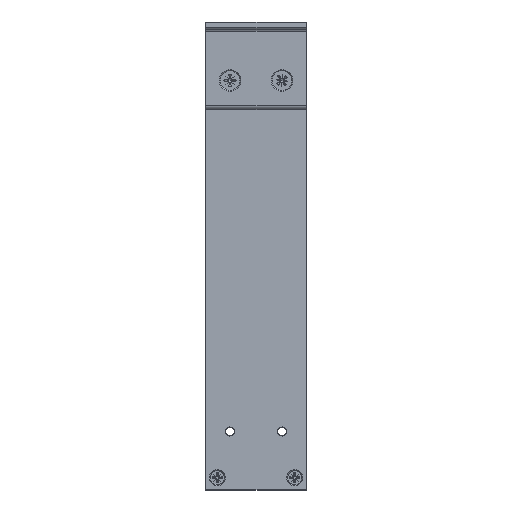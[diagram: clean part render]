
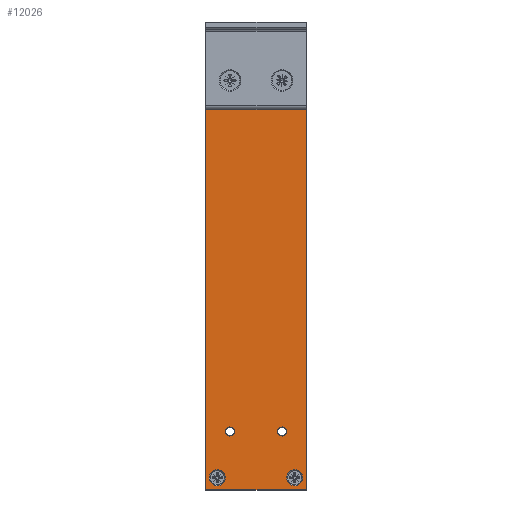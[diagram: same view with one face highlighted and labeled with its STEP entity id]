
A CAD part, front view. The second image highlights one B-rep face of the part: STEP entity #12026.
In plain terms, the highlighted planar face has unit normal (0, -1, 0).
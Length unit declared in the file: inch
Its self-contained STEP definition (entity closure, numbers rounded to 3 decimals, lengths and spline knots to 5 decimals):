
#81 = ORIENTED_EDGE ( 'NONE', *, *, #31195, .T. ) ;
#1043 = FACE_BOUND ( 'NONE', #14165, .T. ) ;
#1315 = FACE_BOUND ( 'NONE', #13245, .T. ) ;
#1483 = CARTESIAN_POINT ( 'NONE',  ( -1.02759, -0.31353, 0. ) ) ;
#1943 = ORIENTED_EDGE ( 'NONE', *, *, #39660, .T. ) ;
#2307 = VERTEX_POINT ( 'NONE', #40408 ) ;
#2915 = ORIENTED_EDGE ( 'NONE', *, *, #13939, .T. ) ;
#3764 = VERTEX_POINT ( 'NONE', #22683 ) ;
#4424 = AXIS2_PLACEMENT_3D ( 'NONE', #26682, #55149, #50796 ) ;
#4484 = DIRECTION ( 'NONE',  ( 1., 0., 0. ) ) ;
#4935 = DIRECTION ( 'NONE',  ( -1., 0., 0. ) ) ;
#4942 = CIRCLE ( 'NONE', #39565, 0.07799 ) ;
#5356 = DIRECTION ( 'NONE',  ( -1., 0., 0. ) ) ;
#5805 = LINE ( 'NONE', #1483, #13278 ) ;
#6875 = VERTEX_POINT ( 'NONE', #44710 ) ;
#7866 = AXIS2_PLACEMENT_3D ( 'NONE', #45896, #40338, #36912 ) ;
#9201 = CARTESIAN_POINT ( 'NONE',  ( -1.02759, -0.31353, 8. ) ) ;
#9218 = DIRECTION ( 'NONE',  ( 0., 0., 1. ) ) ;
#9729 = DIRECTION ( 'NONE',  ( 0., 1., 0. ) ) ;
#9879 = CARTESIAN_POINT ( 'NONE',  ( 0.27729, -0.31353, 7. ) ) ;
#10989 = VERTEX_POINT ( 'NONE', #26892 ) ;
#12026 = ADVANCED_FACE ( 'NONE', ( #43500, #39153, #39436, #20531, #30781, #1315, #1043, #49645, #58014 ), #21134, .T. ) ;
#13245 = EDGE_LOOP ( 'NONE', ( #25299 ) ) ;
#13278 = VECTOR ( 'NONE', #24747, 39.37008 ) ;
#13289 = DIRECTION ( 'NONE',  ( 1., 0., 0. ) ) ;
#13939 = EDGE_CURVE ( 'NONE', #35246, #57567, #55815, .T. ) ;
#14165 = EDGE_LOOP ( 'NONE', ( #14926 ) ) ;
#14926 = ORIENTED_EDGE ( 'NONE', *, *, #35675, .T. ) ;
#15866 = EDGE_LOOP ( 'NONE', ( #24061 ) ) ;
#16359 = DIRECTION ( 'NONE',  ( 1., 0., 0. ) ) ;
#16935 = CARTESIAN_POINT ( 'NONE',  ( -0.82908, -0.31353, 0.21 ) ) ;
#17245 = CIRCLE ( 'NONE', #4424, 0.1378 ) ;
#17521 = EDGE_LOOP ( 'NONE', ( #31549 ) ) ;
#18073 = CIRCLE ( 'NONE', #32989, 0.07799 ) ;
#18214 = CIRCLE ( 'NONE', #44959, 0.07799 ) ;
#18880 = DIRECTION ( 'NONE',  ( -1., 0., 0. ) ) ;
#19159 = CARTESIAN_POINT ( 'NONE',  ( 0.69241, -0.31353, 8. ) ) ;
#19474 = AXIS2_PLACEMENT_3D ( 'NONE', #55606, #9729, #4484 ) ;
#20531 = FACE_BOUND ( 'NONE', #17521, .T. ) ;
#21134 = PLANE ( 'NONE',  #7866 ) ;
#21377 = EDGE_LOOP ( 'NONE', ( #26953 ) ) ;
#22683 = CARTESIAN_POINT ( 'NONE',  ( 0.1993, -0.31353, 7. ) ) ;
#24061 = ORIENTED_EDGE ( 'NONE', *, *, #26366, .T. ) ;
#24747 = DIRECTION ( 'NONE',  ( 0., 0., -1. ) ) ;
#25299 = ORIENTED_EDGE ( 'NONE', *, *, #57318, .T. ) ;
#25654 = AXIS2_PLACEMENT_3D ( 'NONE', #16935, #58816, #16359 ) ;
#26366 = EDGE_CURVE ( 'NONE', #2307, #2307, #28623, .T. ) ;
#26682 = CARTESIAN_POINT ( 'NONE',  ( 0.49391, -0.31353, 0.21 ) ) ;
#26892 = CARTESIAN_POINT ( 'NONE',  ( -1.02759, -0.31353, 0. ) ) ;
#26953 = ORIENTED_EDGE ( 'NONE', *, *, #43662, .T. ) ;
#26970 = VECTOR ( 'NONE', #9218, 39.37008 ) ;
#27114 = EDGE_CURVE ( 'NONE', #50327, #50327, #4942, .T. ) ;
#27507 = ORIENTED_EDGE ( 'NONE', *, *, #29168, .T. ) ;
#28623 = CIRCLE ( 'NONE', #25654, 0.1378 ) ;
#28665 = EDGE_CURVE ( 'NONE', #29507, #35246, #57265, .T. ) ;
#28839 = DIRECTION ( 'NONE',  ( 0., 1., 0. ) ) ;
#29168 = EDGE_CURVE ( 'NONE', #41038, #41038, #18073, .T. ) ;
#29230 = CARTESIAN_POINT ( 'NONE',  ( -0.61247, -0.31353, 1. ) ) ;
#29491 = CIRCLE ( 'NONE', #45268, 0.1378 ) ;
#29507 = VERTEX_POINT ( 'NONE', #60590 ) ;
#29701 = CARTESIAN_POINT ( 'NONE',  ( -0.61247, -0.31353, 7. ) ) ;
#29859 = VERTEX_POINT ( 'NONE', #57121 ) ;
#30643 = EDGE_LOOP ( 'NONE', ( #27507 ) ) ;
#30781 = FACE_BOUND ( 'NONE', #30643, .T. ) ;
#31195 = EDGE_CURVE ( 'NONE', #57567, #10989, #5805, .T. ) ;
#31549 = ORIENTED_EDGE ( 'NONE', *, *, #47310, .T. ) ;
#32819 = CARTESIAN_POINT ( 'NONE',  ( 0.69241, -0.31353, 0. ) ) ;
#32896 = ORIENTED_EDGE ( 'NONE', *, *, #28665, .T. ) ;
#32989 = AXIS2_PLACEMENT_3D ( 'NONE', #29701, #39275, #35252 ) ;
#35203 = CARTESIAN_POINT ( 'NONE',  ( 0.1993, -0.31353, 1. ) ) ;
#35246 = VERTEX_POINT ( 'NONE', #55257 ) ;
#35252 = DIRECTION ( 'NONE',  ( -1., 0., 0. ) ) ;
#35675 = EDGE_CURVE ( 'NONE', #55265, #55265, #18214, .T. ) ;
#36100 = CARTESIAN_POINT ( 'NONE',  ( -0.69046, -0.31353, 7. ) ) ;
#36833 = LINE ( 'NONE', #46138, #56640 ) ;
#36912 = DIRECTION ( 'NONE',  ( 1., 0., 0. ) ) ;
#39153 = FACE_BOUND ( 'NONE', #21377, .T. ) ;
#39253 = EDGE_LOOP ( 'NONE', ( #51774 ) ) ;
#39275 = DIRECTION ( 'NONE',  ( 0., 1., 0. ) ) ;
#39436 = FACE_BOUND ( 'NONE', #15866, .T. ) ;
#39565 = AXIS2_PLACEMENT_3D ( 'NONE', #47815, #61148, #5356 ) ;
#39660 = EDGE_CURVE ( 'NONE', #10989, #29507, #36833, .T. ) ;
#40338 = DIRECTION ( 'NONE',  ( 0., -1., 0. ) ) ;
#40408 = CARTESIAN_POINT ( 'NONE',  ( -0.69129, -0.31353, 0.21 ) ) ;
#41038 = VERTEX_POINT ( 'NONE', #36100 ) ;
#41340 = CARTESIAN_POINT ( 'NONE',  ( -0.69046, -0.31353, 1. ) ) ;
#43117 = EDGE_CURVE ( 'NONE', #29859, #29859, #46191, .T. ) ;
#43463 = DIRECTION ( 'NONE',  ( -1., 0., 0. ) ) ;
#43500 = FACE_BOUND ( 'NONE', #39253, .T. ) ;
#43662 = EDGE_CURVE ( 'NONE', #57422, #57422, #29491, .T. ) ;
#44710 = CARTESIAN_POINT ( 'NONE',  ( 0.6317, -0.31353, 0.21 ) ) ;
#44959 = AXIS2_PLACEMENT_3D ( 'NONE', #29230, #48129, #43463 ) ;
#45268 = AXIS2_PLACEMENT_3D ( 'NONE', #47102, #50501, #51118 ) ;
#45896 = CARTESIAN_POINT ( 'NONE',  ( 0.69241, -0.31353, 0. ) ) ;
#46138 = CARTESIAN_POINT ( 'NONE',  ( 0.69241, -0.31353, 0. ) ) ;
#46191 = CIRCLE ( 'NONE', #19474, 0.1378 ) ;
#47102 = CARTESIAN_POINT ( 'NONE',  ( -0.82908, -0.31353, 7.79 ) ) ;
#47310 = EDGE_CURVE ( 'NONE', #6875, #6875, #17245, .T. ) ;
#47815 = CARTESIAN_POINT ( 'NONE',  ( 0.27729, -0.31353, 1. ) ) ;
#48129 = DIRECTION ( 'NONE',  ( 0., 1., 0. ) ) ;
#48746 = CARTESIAN_POINT ( 'NONE',  ( -0.69129, -0.31353, 7.79 ) ) ;
#49645 = FACE_BOUND ( 'NONE', #53773, .T. ) ;
#50327 = VERTEX_POINT ( 'NONE', #35203 ) ;
#50501 = DIRECTION ( 'NONE',  ( 0., 1., 0. ) ) ;
#50796 = DIRECTION ( 'NONE',  ( 1., 0., 0. ) ) ;
#51118 = DIRECTION ( 'NONE',  ( 1., 0., 0. ) ) ;
#51566 = VECTOR ( 'NONE', #4935, 39.37008 ) ;
#51774 = ORIENTED_EDGE ( 'NONE', *, *, #43117, .T. ) ;
#53335 = CIRCLE ( 'NONE', #61278, 0.07799 ) ;
#53773 = EDGE_LOOP ( 'NONE', ( #55487 ) ) ;
#55149 = DIRECTION ( 'NONE',  ( 0., 1., 0. ) ) ;
#55257 = CARTESIAN_POINT ( 'NONE',  ( 0.69241, -0.31353, 8. ) ) ;
#55265 = VERTEX_POINT ( 'NONE', #41340 ) ;
#55487 = ORIENTED_EDGE ( 'NONE', *, *, #27114, .T. ) ;
#55606 = CARTESIAN_POINT ( 'NONE',  ( 0.49391, -0.31353, 7.79 ) ) ;
#55815 = LINE ( 'NONE', #19159, #51566 ) ;
#56640 = VECTOR ( 'NONE', #13289, 39.37008 ) ;
#57067 = EDGE_LOOP ( 'NONE', ( #32896, #2915, #81, #1943 ) ) ;
#57121 = CARTESIAN_POINT ( 'NONE',  ( 0.6317, -0.31353, 7.79 ) ) ;
#57265 = LINE ( 'NONE', #32819, #26970 ) ;
#57318 = EDGE_CURVE ( 'NONE', #3764, #3764, #53335, .T. ) ;
#57422 = VERTEX_POINT ( 'NONE', #48746 ) ;
#57567 = VERTEX_POINT ( 'NONE', #9201 ) ;
#58014 = FACE_OUTER_BOUND ( 'NONE', #57067, .T. ) ;
#58816 = DIRECTION ( 'NONE',  ( 0., 1., 0. ) ) ;
#60590 = CARTESIAN_POINT ( 'NONE',  ( 0.69241, -0.31353, 0. ) ) ;
#61148 = DIRECTION ( 'NONE',  ( 0., 1., 0. ) ) ;
#61278 = AXIS2_PLACEMENT_3D ( 'NONE', #9879, #28839, #18880 ) ;
